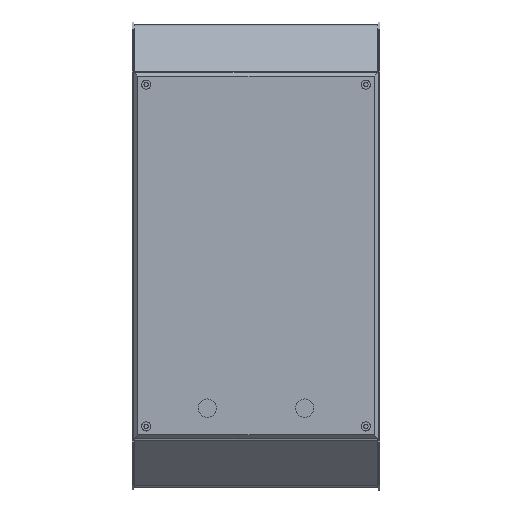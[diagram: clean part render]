
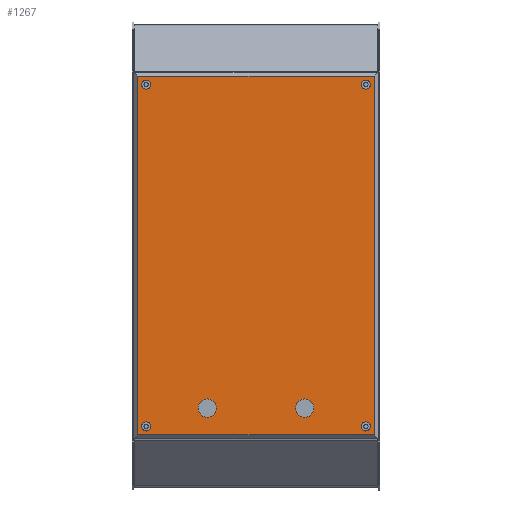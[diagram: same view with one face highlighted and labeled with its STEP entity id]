
A CAD part, top view. The second image highlights one B-rep face of the part: STEP entity #1267.
In plain terms, the highlighted planar face has unit normal (0, 0, 1).
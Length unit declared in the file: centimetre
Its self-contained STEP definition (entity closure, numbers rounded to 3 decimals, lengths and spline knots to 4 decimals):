
#40 = CARTESIAN_POINT ( 'NONE',  ( 12.3, -18.65, 0.5 ) ) ;
#80 = DIRECTION ( 'NONE',  ( 0., 0., 1. ) ) ;
#175 = AXIS2_PLACEMENT_3D ( 'NONE', #8272, #2450, #9240 ) ;
#297 = CARTESIAN_POINT ( 'NONE',  ( 11.9063, 17.78, 0.5 ) ) ;
#523 = DIRECTION ( 'NONE',  ( 1., 0., 0. ) ) ;
#530 = CARTESIAN_POINT ( 'NONE',  ( -4.13, -15.875, 0.5 ) ) ;
#532 = EDGE_LOOP ( 'NONE', ( #2113, #4732, #1643, #3211 ) ) ;
#685 = EDGE_CURVE ( 'NONE', #4601, #8519, #1031, .T. ) ;
#763 = DIRECTION ( 'NONE',  ( 1., 0., 0. ) ) ;
#771 = AXIS2_PLACEMENT_3D ( 'NONE', #9023, #3220, #9990 ) ;
#976 = VECTOR ( 'NONE', #9776, 100. ) ;
#1031 = CIRCLE ( 'NONE', #6349, 0.4763 ) ;
#1092 = EDGE_CURVE ( 'NONE', #2137, #7878, #9076, .T. ) ;
#1163 = EDGE_CURVE ( 'NONE', #3076, #5747, #5896, .T. ) ;
#1193 = CARTESIAN_POINT ( 'NONE',  ( -12.3, -18.65, 0.5 ) ) ;
#1267 = ADVANCED_FACE ( 'NONE', ( #4981, #2999, #12414, #5290, #9813, #7263, #4682 ), #12407, .T. ) ;
#1287 = CARTESIAN_POINT ( 'NONE',  ( -11.9063, 17.78, 0.5 ) ) ;
#1403 = CARTESIAN_POINT ( 'NONE',  ( 11.9063, -17.78, 0.5 ) ) ;
#1470 = EDGE_LOOP ( 'NONE', ( #6139, #9984 ) ) ;
#1474 = CIRCLE ( 'NONE', #4084, 0.4763 ) ;
#1506 = ORIENTED_EDGE ( 'NONE', *, *, #5982, .F. ) ;
#1638 = CARTESIAN_POINT ( 'NONE',  ( -5.08, -15.875, 0.5 ) ) ;
#1643 = ORIENTED_EDGE ( 'NONE', *, *, #8845, .T. ) ;
#1648 = VECTOR ( 'NONE', #6351, 100. ) ;
#1799 = CARTESIAN_POINT ( 'NONE',  ( -11.43, -17.78, 0.5 ) ) ;
#1850 = CIRCLE ( 'NONE', #8296, 0.4763 ) ;
#1977 = VERTEX_POINT ( 'NONE', #6546 ) ;
#2113 = ORIENTED_EDGE ( 'NONE', *, *, #11367, .T. ) ;
#2137 = VERTEX_POINT ( 'NONE', #40 ) ;
#2164 = DIRECTION ( 'NONE',  ( 0., 0., 1. ) ) ;
#2450 = DIRECTION ( 'NONE',  ( 0., 0., 1. ) ) ;
#2475 = CARTESIAN_POINT ( 'NONE',  ( 12.3, 19.05, 0.5 ) ) ;
#2532 = VERTEX_POINT ( 'NONE', #5164 ) ;
#2571 = CARTESIAN_POINT ( 'NONE',  ( -11.43, -17.78, 0.5 ) ) ;
#2610 = DIRECTION ( 'NONE',  ( 1., 0., 0. ) ) ;
#2646 = CARTESIAN_POINT ( 'NONE',  ( 11.43, 17.78, 0.5 ) ) ;
#2767 = DIRECTION ( 'NONE',  ( 1., 0., 0. ) ) ;
#2999 = FACE_BOUND ( 'NONE', #7612, .T. ) ;
#3076 = VERTEX_POINT ( 'NONE', #530 ) ;
#3211 = ORIENTED_EDGE ( 'NONE', *, *, #1092, .T. ) ;
#3220 = DIRECTION ( 'NONE',  ( 0., 0., 1. ) ) ;
#3392 = AXIS2_PLACEMENT_3D ( 'NONE', #5252, #12039, #6225 ) ;
#3425 = CARTESIAN_POINT ( 'NONE',  ( -11.43, 17.78, 0.5 ) ) ;
#3562 = DIRECTION ( 'NONE',  ( 1., 0., 0. ) ) ;
#3575 = CARTESIAN_POINT ( 'NONE',  ( -11.9063, -17.78, 0.5 ) ) ;
#3577 = EDGE_CURVE ( 'NONE', #7533, #1977, #3908, .T. ) ;
#3625 = CARTESIAN_POINT ( 'NONE',  ( -10.9537, -17.78, 0.5 ) ) ;
#3651 = DIRECTION ( 'NONE',  ( 1., 0., 0. ) ) ;
#3741 = LINE ( 'NONE', #9280, #5997 ) ;
#3883 = VERTEX_POINT ( 'NONE', #1287 ) ;
#3893 = CIRCLE ( 'NONE', #10233, 0.95 ) ;
#3904 = DIRECTION ( 'NONE',  ( -1., 0., 0. ) ) ;
#3908 = CIRCLE ( 'NONE', #8175, 0.95 ) ;
#4084 = AXIS2_PLACEMENT_3D ( 'NONE', #2571, #9362, #3562 ) ;
#4145 = VECTOR ( 'NONE', #3904, 100. ) ;
#4340 = CIRCLE ( 'NONE', #175, 0.4763 ) ;
#4415 = DIRECTION ( 'NONE',  ( 1., 0., 0. ) ) ;
#4496 = CARTESIAN_POINT ( 'NONE',  ( 12.3, 18.65, 0.5 ) ) ;
#4601 = VERTEX_POINT ( 'NONE', #1403 ) ;
#4682 = FACE_BOUND ( 'NONE', #10328, .T. ) ;
#4732 = ORIENTED_EDGE ( 'NONE', *, *, #4782, .T. ) ;
#4782 = EDGE_CURVE ( 'NONE', #11202, #10562, #7070, .T. ) ;
#4827 = CARTESIAN_POINT ( 'NONE',  ( 11.43, -17.78, 0.5 ) ) ;
#4981 = FACE_BOUND ( 'NONE', #5836, .T. ) ;
#5005 = EDGE_CURVE ( 'NONE', #3883, #5362, #4340, .T. ) ;
#5164 = CARTESIAN_POINT ( 'NONE',  ( 10.9537, 17.78, 0.5 ) ) ;
#5252 = CARTESIAN_POINT ( 'NONE',  ( 5.08, -15.875, 0.5 ) ) ;
#5290 = FACE_BOUND ( 'NONE', #8597, .T. ) ;
#5362 = VERTEX_POINT ( 'NONE', #6280 ) ;
#5450 = VERTEX_POINT ( 'NONE', #3625 ) ;
#5577 = CARTESIAN_POINT ( 'NONE',  ( 5.08, -15.875, 0.5 ) ) ;
#5590 = ORIENTED_EDGE ( 'NONE', *, *, #3577, .F. ) ;
#5638 = CARTESIAN_POINT ( 'NONE',  ( 0., 0., 0.5 ) ) ;
#5747 = VERTEX_POINT ( 'NONE', #6956 ) ;
#5804 = DIRECTION ( 'NONE',  ( 1., 0., 0. ) ) ;
#5831 = EDGE_CURVE ( 'NONE', #7699, #2532, #12353, .T. ) ;
#5836 = EDGE_LOOP ( 'NONE', ( #11022, #11285 ) ) ;
#5863 = AXIS2_PLACEMENT_3D ( 'NONE', #1638, #8425, #2610 ) ;
#5896 = CIRCLE ( 'NONE', #5863, 0.95 ) ;
#5903 = EDGE_CURVE ( 'NONE', #1977, #7533, #6890, .T. ) ;
#5931 = CARTESIAN_POINT ( 'NONE',  ( -5.08, -15.875, 0.5 ) ) ;
#5982 = EDGE_CURVE ( 'NONE', #5362, #3883, #8556, .T. ) ;
#5997 = VECTOR ( 'NONE', #523, 100. ) ;
#6138 = EDGE_CURVE ( 'NONE', #2532, #7699, #7035, .T. ) ;
#6139 = ORIENTED_EDGE ( 'NONE', *, *, #11901, .F. ) ;
#6225 = DIRECTION ( 'NONE',  ( 1., 0., 0. ) ) ;
#6280 = CARTESIAN_POINT ( 'NONE',  ( -10.9537, 17.78, 0.5 ) ) ;
#6349 = AXIS2_PLACEMENT_3D ( 'NONE', #7976, #2164, #8951 ) ;
#6351 = DIRECTION ( 'NONE',  ( 0., 1., 0. ) ) ;
#6546 = CARTESIAN_POINT ( 'NONE',  ( 6.03, -15.875, 0.5 ) ) ;
#6552 = DIRECTION ( 'NONE',  ( 1., 0., 0. ) ) ;
#6601 = DIRECTION ( 'NONE',  ( 0., 0., 1. ) ) ;
#6657 = AXIS2_PLACEMENT_3D ( 'NONE', #3425, #10197, #4415 ) ;
#6711 = LINE ( 'NONE', #9687, #4145 ) ;
#6828 = CARTESIAN_POINT ( 'NONE',  ( 4.13, -15.875, 0.5 ) ) ;
#6890 = CIRCLE ( 'NONE', #3392, 0.95 ) ;
#6898 = DIRECTION ( 'NONE',  ( 1., 0., 0. ) ) ;
#6918 = CARTESIAN_POINT ( 'NONE',  ( -12.3, -19.05, 0.5 ) ) ;
#6956 = CARTESIAN_POINT ( 'NONE',  ( -6.03, -15.875, 0.5 ) ) ;
#7035 = CIRCLE ( 'NONE', #10533, 0.4763 ) ;
#7070 = LINE ( 'NONE', #6918, #976 ) ;
#7263 = FACE_BOUND ( 'NONE', #10596, .T. ) ;
#7304 = VERTEX_POINT ( 'NONE', #3575 ) ;
#7424 = CARTESIAN_POINT ( 'NONE',  ( -12.3, 18.65, 0.5 ) ) ;
#7533 = VERTEX_POINT ( 'NONE', #6828 ) ;
#7612 = EDGE_LOOP ( 'NONE', ( #12114, #5590 ) ) ;
#7627 = ORIENTED_EDGE ( 'NONE', *, *, #5831, .F. ) ;
#7699 = VERTEX_POINT ( 'NONE', #297 ) ;
#7878 = VERTEX_POINT ( 'NONE', #4496 ) ;
#7881 = EDGE_CURVE ( 'NONE', #7304, #5450, #1474, .T. ) ;
#7976 = CARTESIAN_POINT ( 'NONE',  ( 11.43, -17.78, 0.5 ) ) ;
#8089 = ORIENTED_EDGE ( 'NONE', *, *, #685, .F. ) ;
#8175 = AXIS2_PLACEMENT_3D ( 'NONE', #5577, #12350, #6552 ) ;
#8272 = CARTESIAN_POINT ( 'NONE',  ( -11.43, 17.78, 0.5 ) ) ;
#8296 = AXIS2_PLACEMENT_3D ( 'NONE', #4827, #11604, #5804 ) ;
#8425 = DIRECTION ( 'NONE',  ( 0., 0., 1. ) ) ;
#8519 = VERTEX_POINT ( 'NONE', #9701 ) ;
#8556 = CIRCLE ( 'NONE', #6657, 0.4763 ) ;
#8579 = DIRECTION ( 'NONE',  ( 0., 0., 1. ) ) ;
#8597 = EDGE_LOOP ( 'NONE', ( #1506, #10845 ) ) ;
#8672 = CIRCLE ( 'NONE', #11707, 0.4763 ) ;
#8845 = EDGE_CURVE ( 'NONE', #10562, #2137, #3741, .T. ) ;
#8951 = DIRECTION ( 'NONE',  ( 1., 0., 0. ) ) ;
#9023 = CARTESIAN_POINT ( 'NONE',  ( 11.43, 17.78, 0.5 ) ) ;
#9074 = EDGE_CURVE ( 'NONE', #5747, #3076, #3893, .T. ) ;
#9076 = LINE ( 'NONE', #2475, #1648 ) ;
#9109 = AXIS2_PLACEMENT_3D ( 'NONE', #5638, #6601, #763 ) ;
#9240 = DIRECTION ( 'NONE',  ( 1., 0., 0. ) ) ;
#9280 = CARTESIAN_POINT ( 'NONE',  ( 12.7, -18.65, 0.5 ) ) ;
#9362 = DIRECTION ( 'NONE',  ( 0., 0., 1. ) ) ;
#9444 = DIRECTION ( 'NONE',  ( 0., 0., 1. ) ) ;
#9687 = CARTESIAN_POINT ( 'NONE',  ( -12.7, 18.65, 0.5 ) ) ;
#9701 = CARTESIAN_POINT ( 'NONE',  ( 10.9537, -17.78, 0.5 ) ) ;
#9776 = DIRECTION ( 'NONE',  ( 0., -1., 0. ) ) ;
#9813 = FACE_OUTER_BOUND ( 'NONE', #532, .T. ) ;
#9819 = ORIENTED_EDGE ( 'NONE', *, *, #6138, .F. ) ;
#9984 = ORIENTED_EDGE ( 'NONE', *, *, #7881, .F. ) ;
#9990 = DIRECTION ( 'NONE',  ( 1., 0., 0. ) ) ;
#10197 = DIRECTION ( 'NONE',  ( 0., 0., 1. ) ) ;
#10233 = AXIS2_PLACEMENT_3D ( 'NONE', #5931, #80, #6898 ) ;
#10328 = EDGE_LOOP ( 'NONE', ( #8089, #11198 ) ) ;
#10533 = AXIS2_PLACEMENT_3D ( 'NONE', #2646, #9444, #3651 ) ;
#10562 = VERTEX_POINT ( 'NONE', #1193 ) ;
#10596 = EDGE_LOOP ( 'NONE', ( #7627, #9819 ) ) ;
#10845 = ORIENTED_EDGE ( 'NONE', *, *, #5005, .F. ) ;
#11022 = ORIENTED_EDGE ( 'NONE', *, *, #1163, .F. ) ;
#11198 = ORIENTED_EDGE ( 'NONE', *, *, #11348, .F. ) ;
#11202 = VERTEX_POINT ( 'NONE', #7424 ) ;
#11285 = ORIENTED_EDGE ( 'NONE', *, *, #9074, .F. ) ;
#11348 = EDGE_CURVE ( 'NONE', #8519, #4601, #1850, .T. ) ;
#11367 = EDGE_CURVE ( 'NONE', #7878, #11202, #6711, .T. ) ;
#11604 = DIRECTION ( 'NONE',  ( 0., 0., 1. ) ) ;
#11707 = AXIS2_PLACEMENT_3D ( 'NONE', #1799, #8579, #2767 ) ;
#11901 = EDGE_CURVE ( 'NONE', #5450, #7304, #8672, .T. ) ;
#12039 = DIRECTION ( 'NONE',  ( 0., 0., 1. ) ) ;
#12114 = ORIENTED_EDGE ( 'NONE', *, *, #5903, .F. ) ;
#12350 = DIRECTION ( 'NONE',  ( 0., 0., 1. ) ) ;
#12353 = CIRCLE ( 'NONE', #771, 0.4763 ) ;
#12407 = PLANE ( 'NONE',  #9109 ) ;
#12414 = FACE_BOUND ( 'NONE', #1470, .T. ) ;
